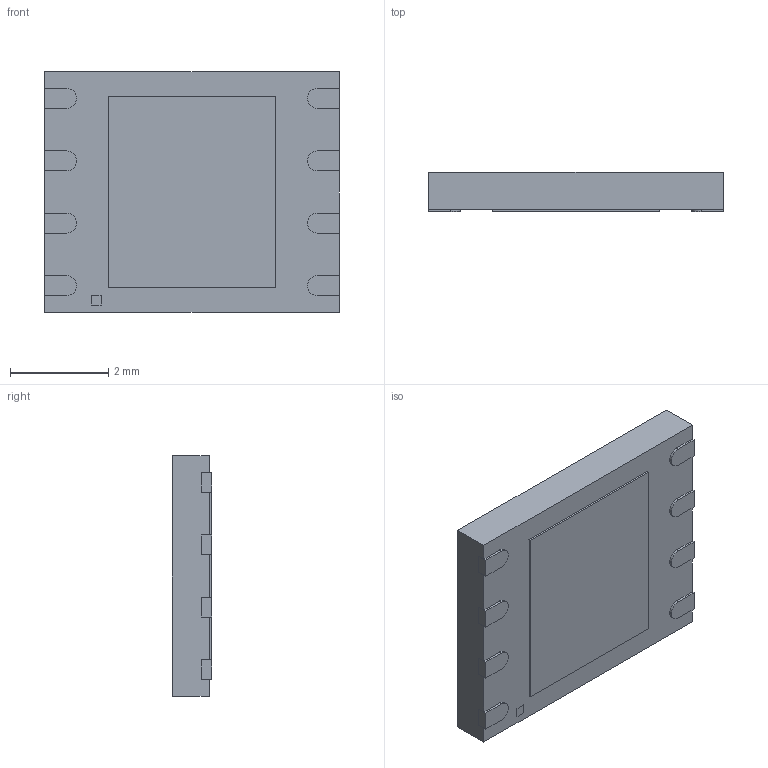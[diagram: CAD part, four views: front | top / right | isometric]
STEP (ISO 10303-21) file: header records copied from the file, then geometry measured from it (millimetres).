
FILE_DESCRIPTION (( 'STEP AP214' ), '1' );
FILE_NAME ('AKL001-12E.STEP', '2021-06-23T20:21:22', ( '' ), ( '' ), 'SwSTEP 2.0', 'SolidWorks 2017', '' );
FILE_SCHEMA (( 'AUTOMOTIVE_DESIGN' ));
Length unit declared in the file: millimetre
Products named in the file (1): AKL001-12E
Bounding box: 6 x 0.8 x 4.9 mm (x, y, z)
Volume: 22.8 mm3; surface area: 116.3 mm2
Topology: 12 solids, 12 shells, 147 faces, 360 edges, 240 vertices
Faces by surface type: plane 111, cylinder 36
Entity records: 4439 total; most frequent: CARTESIAN_POINT 748, DIRECTION 728, ORIENTED_EDGE 720, EDGE_CURVE 360, LINE 288, VECTOR 288, VERTEX_POINT 240, AXIS2_PLACEMENT_3D 220
